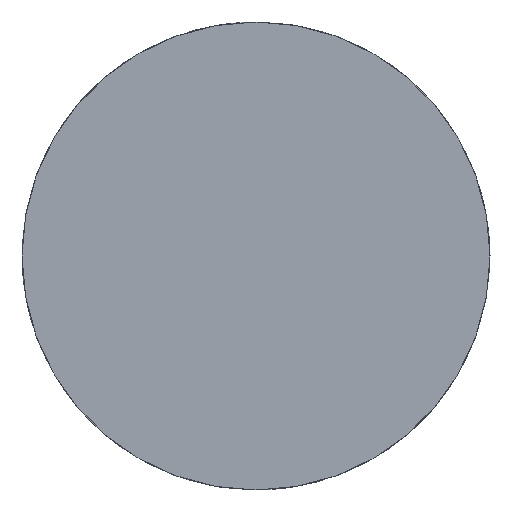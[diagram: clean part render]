
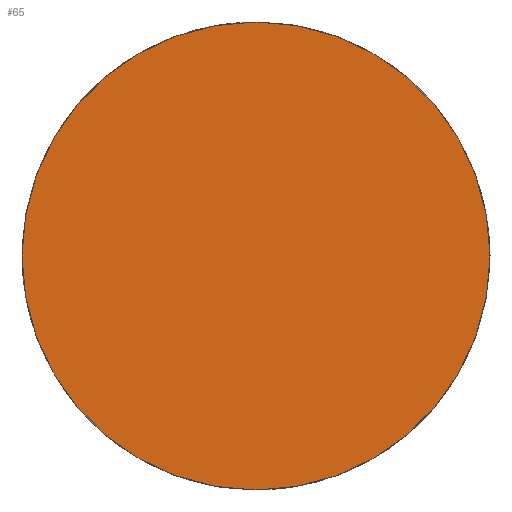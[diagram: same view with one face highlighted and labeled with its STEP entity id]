
A CAD part, front view. The second image highlights one B-rep face of the part: STEP entity #65.
In plain terms, the highlighted free-form (B-spline) face has degree [1, 1] with [2, 2] control points.
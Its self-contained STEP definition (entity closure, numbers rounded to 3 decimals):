
#24=CIRCLE('',#73,3.95);
#26=B_SPLINE_SURFACE_WITH_KNOTS('',1,1,((#179,#180),(#181,#182)),
 .PLANE_SURF.,.F.,.F.,.F.,(2,2),(2,2),(0.,1.),(0.,1.),.UNSPECIFIED.);
#36=ORIENTED_EDGE('',*,*,#41,.T.);
#41=EDGE_CURVE('',#45,#45,#24,.F.);
#45=VERTEX_POINT('',#178);
#54=EDGE_LOOP('',(#36));
#59=FACE_BOUND('',#54,.T.);
#65=ADVANCED_FACE('',(#59),#26,.T.);
#73=AXIS2_PLACEMENT_3D('',#177,#77,#78);
#77=DIRECTION('',(0.,1.,0.));
#78=DIRECTION('',(0.,0.,-1.));
#177=CARTESIAN_POINT('',(0.,0.,0.));
#178=CARTESIAN_POINT('',(0.,0.,-3.95));
#179=CARTESIAN_POINT('',(-3.997,0.,3.997));
#180=CARTESIAN_POINT('',(3.997,0.,3.997));
#181=CARTESIAN_POINT('',(-3.997,0.,-3.997));
#182=CARTESIAN_POINT('',(3.997,0.,-3.997));
